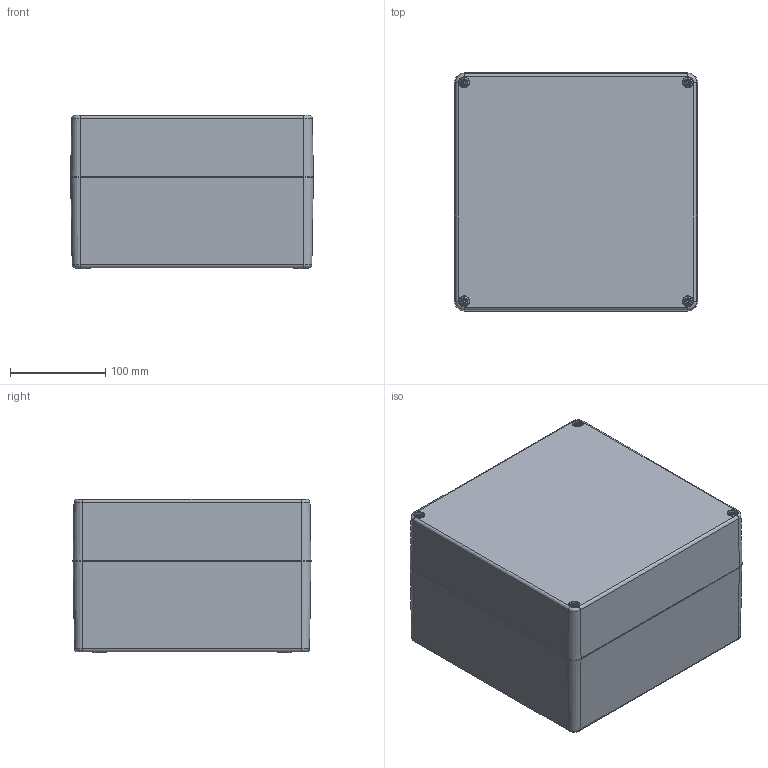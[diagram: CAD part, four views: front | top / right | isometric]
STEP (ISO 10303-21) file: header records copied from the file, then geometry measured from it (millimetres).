
FILE_DESCRIPTION((''),'2;1');
FILE_NAME('3211101670-MBP-Ex-leer_252516_VE.stp','2014-05-16T13:26:29',('robin.rentz'),(''),'Autodesk Inventor 2012','Autodesk Inventor 2012','');
FILE_SCHEMA(('AUTOMOTIVE_DESIGN { 1 0 10303 214 1 1 1 1 }'));
Length unit declared in the file: millimetre
Products named in the file (5): 3211101670-MBP-Ex-leer_252516_VE; 3211101670-UT_252516_VE; 3211101670-OT_252516_VE; Schraube BM 6x40; xxx-O-Ring-MBP_252516
Assembly tree (7 placements, depth 2):
  3211101670-MBP-Ex-leer_252516_VE
    3211101670-UT_252516_VE
    3211101670-OT_252516_VE
    Schraube BM 6x40  x4
    xxx-O-Ring-MBP_252516
Bounding box: 254.99 x 249.99 x 161 mm (x, y, z)
Volume: 1970420.4 mm3; surface area: 593030.1 mm2
Topology: 7 solids, 7 shells, 1238 faces, 3082 edges, 1916 vertices
Faces by surface type: plane 404, bspline 248, torus 223, cylinder 196, cone 163, sphere 4
Full cylindrical faces by diameter (mm): 4.917 x10, 5 x4, 6 x8, 9 x4, 10 x4, 11 x4
Entity records: 36284 total; most frequent: CARTESIAN_POINT 11538, ORIENTED_EDGE 5260, DIRECTION 4641, EDGE_CURVE 2630, VERTEX_POINT 1690, AXIS2_PLACEMENT_3D 1688, EDGE_LOOP 1294, VECTOR 1265
